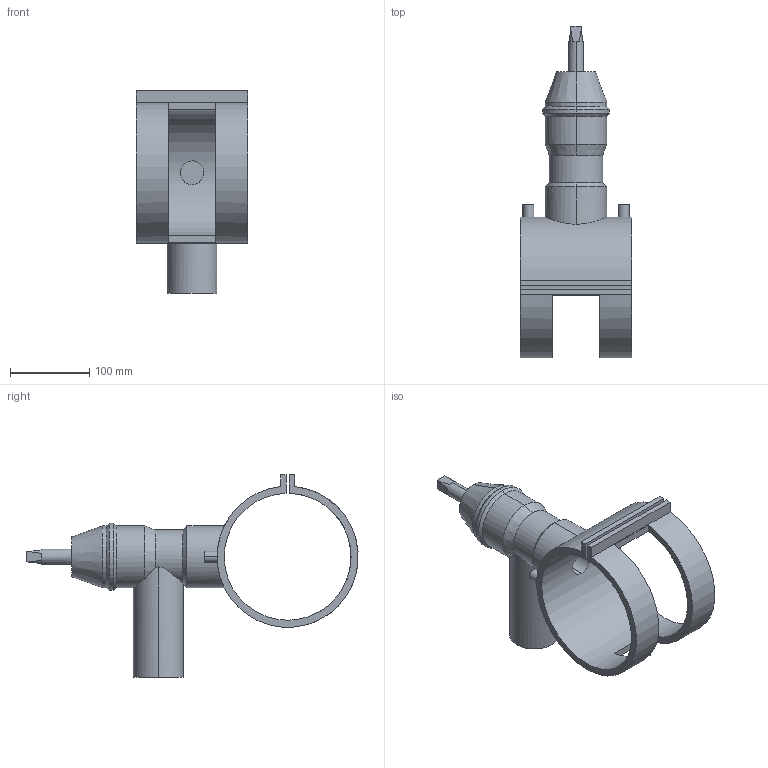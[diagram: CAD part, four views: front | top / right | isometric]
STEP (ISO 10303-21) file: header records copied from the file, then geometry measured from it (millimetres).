
FILE_DESCRIPTION (( 'STEP AP203' ), '1' );
FILE_NAME ('Ef Tapping Valve_001 117 2072 0166.step', '2020-02-04T12:05:33', ( '' ), ( '' ), 'SwSTEP 2.0', 'SolidWorks 2019', '' );
FILE_SCHEMA (( 'CONFIG_CONTROL_DESIGN' ));
Length unit declared in the file: millimetre
Products named in the file (1): Ef Tapping Valve_001 117 2072 0166
Bounding box: 140 x 418.72 x 255.54 mm (x, y, z)
Volume: 1333124.4 mm3; surface area: 250938.4 mm2
Topology: 1 solids, 1 shells, 77 faces, 184 edges, 117 vertices
Faces by surface type: cylinder 33, plane 30, cone 14
Entity records: 3142 total; most frequent: CARTESIAN_POINT 1296, ORIENTED_EDGE 368, DIRECTION 364, EDGE_CURVE 184, AXIS2_PLACEMENT_3D 140, VERTEX_POINT 117, EDGE_LOOP 89, LINE 84
